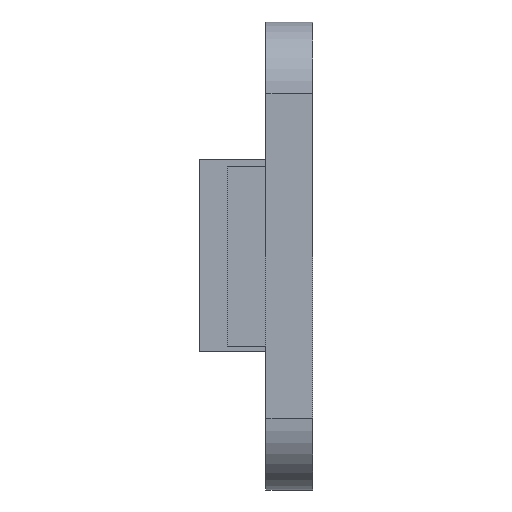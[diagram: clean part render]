
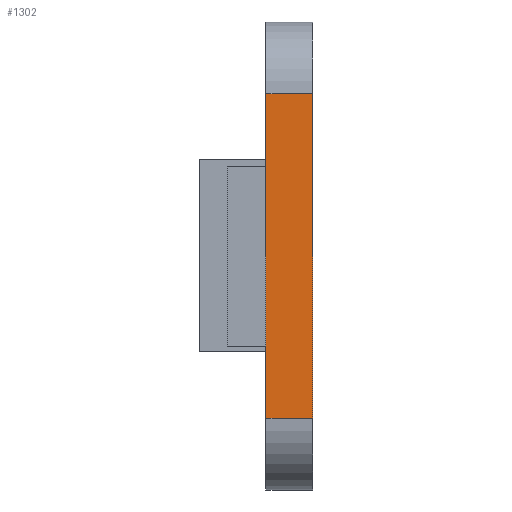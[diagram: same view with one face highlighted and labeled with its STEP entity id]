
A CAD part, left-side view. The second image highlights one B-rep face of the part: STEP entity #1302.
In plain terms, the highlighted planar face has unit normal (-1, 0, 0).
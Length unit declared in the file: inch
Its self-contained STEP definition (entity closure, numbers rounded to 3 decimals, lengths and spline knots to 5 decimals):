
#93 = VECTOR ( 'NONE', #2132, 39.37008 ) ;
#419 = CARTESIAN_POINT ( 'NONE',  ( -0.325, 0.065, 0.325 ) ) ;
#657 = VERTEX_POINT ( 'NONE', #3779 ) ;
#785 = CARTESIAN_POINT ( 'NONE',  ( -0.325, 0., -0.225 ) ) ;
#1016 = VERTEX_POINT ( 'NONE', #6184 ) ;
#1041 = PLANE ( 'NONE',  #6694 ) ;
#1114 = DIRECTION ( 'NONE',  ( 0., 0., -1. ) ) ;
#1302 = ADVANCED_FACE ( 'NONE', ( #5191 ), #1041, .F. ) ;
#1605 = DIRECTION ( 'NONE',  ( 0., -1., 0. ) ) ;
#1792 = VERTEX_POINT ( 'NONE', #2029 ) ;
#2029 = CARTESIAN_POINT ( 'NONE',  ( -0.325, 0., 0.225 ) ) ;
#2132 = DIRECTION ( 'NONE',  ( 0., 0., 1. ) ) ;
#2367 = VECTOR ( 'NONE', #5002, 39.37008 ) ;
#2635 = ORIENTED_EDGE ( 'NONE', *, *, #2808, .F. ) ;
#2808 = EDGE_CURVE ( 'NONE', #657, #1016, #7331, .T. ) ;
#2943 = VECTOR ( 'NONE', #3645, 39.37008 ) ;
#2970 = EDGE_CURVE ( 'NONE', #5758, #1792, #3051, .T. ) ;
#3051 = LINE ( 'NONE', #4854, #2943 ) ;
#3079 = LINE ( 'NONE', #5989, #2367 ) ;
#3645 = DIRECTION ( 'NONE',  ( 0., 0., 1. ) ) ;
#3647 = ORIENTED_EDGE ( 'NONE', *, *, #6397, .T. ) ;
#3779 = CARTESIAN_POINT ( 'NONE',  ( -0.325, 0.065, -0.225 ) ) ;
#4035 = DIRECTION ( 'NONE',  ( 1., 0., 0. ) ) ;
#4195 = EDGE_CURVE ( 'NONE', #657, #5758, #4569, .T. ) ;
#4569 = LINE ( 'NONE', #6916, #6095 ) ;
#4623 = ORIENTED_EDGE ( 'NONE', *, *, #4195, .T. ) ;
#4854 = CARTESIAN_POINT ( 'NONE',  ( -0.325, 0., 0.325 ) ) ;
#5002 = DIRECTION ( 'NONE',  ( 0., 1., 0. ) ) ;
#5191 = FACE_OUTER_BOUND ( 'NONE', #5325, .T. ) ;
#5325 = EDGE_LOOP ( 'NONE', ( #2635, #4623, #7301, #3647 ) ) ;
#5591 = CARTESIAN_POINT ( 'NONE',  ( -0.325, 0.065, 0.325 ) ) ;
#5758 = VERTEX_POINT ( 'NONE', #785 ) ;
#5989 = CARTESIAN_POINT ( 'NONE',  ( -0.325, 0.065, 0.225 ) ) ;
#6095 = VECTOR ( 'NONE', #1605, 39.37008 ) ;
#6184 = CARTESIAN_POINT ( 'NONE',  ( -0.325, 0.065, 0.225 ) ) ;
#6397 = EDGE_CURVE ( 'NONE', #1792, #1016, #3079, .T. ) ;
#6694 = AXIS2_PLACEMENT_3D ( 'NONE', #419, #4035, #1114 ) ;
#6916 = CARTESIAN_POINT ( 'NONE',  ( -0.325, 0.065, -0.225 ) ) ;
#7301 = ORIENTED_EDGE ( 'NONE', *, *, #2970, .T. ) ;
#7331 = LINE ( 'NONE', #5591, #93 ) ;
